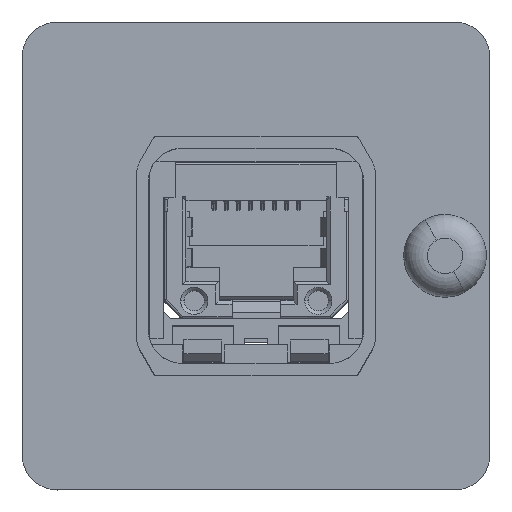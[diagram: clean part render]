
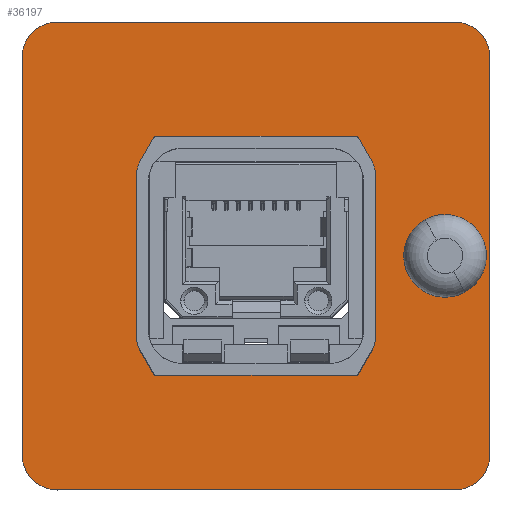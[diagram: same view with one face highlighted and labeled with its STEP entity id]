
A CAD part, top view. The second image highlights one B-rep face of the part: STEP entity #36197.
In plain terms, the highlighted planar face has unit normal (0, 0, 1).
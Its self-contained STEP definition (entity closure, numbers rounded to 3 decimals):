
#35044=AXIS2_PLACEMENT_3D('Circle Axis2P3D',#35042,#35043,$) ;
#35092=AXIS2_PLACEMENT_3D('Circle Axis2P3D',#35090,#35091,$) ;
#35140=AXIS2_PLACEMENT_3D('Circle Axis2P3D',#35138,#35139,$) ;
#35188=AXIS2_PLACEMENT_3D('Circle Axis2P3D',#35186,#35187,$) ;
#35236=AXIS2_PLACEMENT_3D('Circle Axis2P3D',#35234,#35235,$) ;
#35284=AXIS2_PLACEMENT_3D('Circle Axis2P3D',#35282,#35283,$) ;
#35332=AXIS2_PLACEMENT_3D('Circle Axis2P3D',#35330,#35331,$) ;
#35380=AXIS2_PLACEMENT_3D('Circle Axis2P3D',#35378,#35379,$) ;
#36093=AXIS2_PLACEMENT_3D('Plane Axis2P3D',#36090,#36091,#36092) ;
#36106=AXIS2_PLACEMENT_3D('Circle Axis2P3D',#36104,#36105,$) ;
#36120=AXIS2_PLACEMENT_3D('Circle Axis2P3D',#36118,#36119,$) ;
#36134=AXIS2_PLACEMENT_3D('Circle Axis2P3D',#36132,#36133,$) ;
#36148=AXIS2_PLACEMENT_3D('Circle Axis2P3D',#36146,#36147,$) ;
#36163=AXIS2_PLACEMENT_3D('Circle Axis2P3D',#36161,#36162,$) ;
#36172=AXIS2_PLACEMENT_3D('Circle Axis2P3D',#36170,#36171,$) ;
#35039=CARTESIAN_POINT('Vertex',(9.7,12.837,52.4)) ;
#35042=CARTESIAN_POINT('Axis2P3D Location',(11.71,12.837,52.4)) ;
#35046=CARTESIAN_POINT('Vertex',(9.969,11.832,52.4)) ;
#35066=CARTESIAN_POINT('Line Origine',(10.556,10.816,52.4)) ;
#35070=CARTESIAN_POINT('Vertex',(11.142,9.8,52.4)) ;
#35090=CARTESIAN_POINT('Axis2P3D Location',(11.317,9.903,52.4)) ;
#35094=CARTESIAN_POINT('Vertex',(11.317,9.7,52.4)) ;
#35114=CARTESIAN_POINT('Line Origine',(19.801,9.7,52.4)) ;
#35118=CARTESIAN_POINT('Vertex',(28.285,9.7,52.4)) ;
#35138=CARTESIAN_POINT('Axis2P3D Location',(28.283,9.903,52.4)) ;
#35142=CARTESIAN_POINT('Vertex',(28.458,9.801,52.4)) ;
#35162=CARTESIAN_POINT('Line Origine',(29.045,10.818,52.4)) ;
#35166=CARTESIAN_POINT('Vertex',(29.632,11.834,52.4)) ;
#35186=CARTESIAN_POINT('Axis2P3D Location',(27.891,12.837,52.4)) ;
#35190=CARTESIAN_POINT('Vertex',(29.9,12.834,52.4)) ;
#35210=CARTESIAN_POINT('Line Origine',(29.9,19.8,52.4)) ;
#35214=CARTESIAN_POINT('Vertex',(29.9,26.766,52.4)) ;
#35234=CARTESIAN_POINT('Axis2P3D Location',(27.891,26.763,52.4)) ;
#35238=CARTESIAN_POINT('Vertex',(29.632,27.766,52.4)) ;
#35258=CARTESIAN_POINT('Line Origine',(29.045,28.782,52.4)) ;
#35262=CARTESIAN_POINT('Vertex',(28.459,29.798,52.4)) ;
#35282=CARTESIAN_POINT('Axis2P3D Location',(28.283,29.697,52.4)) ;
#35286=CARTESIAN_POINT('Vertex',(28.283,29.9,52.4)) ;
#35306=CARTESIAN_POINT('Line Origine',(19.799,29.9,52.4)) ;
#35310=CARTESIAN_POINT('Vertex',(11.315,29.9,52.4)) ;
#35330=CARTESIAN_POINT('Axis2P3D Location',(11.317,29.697,52.4)) ;
#35334=CARTESIAN_POINT('Vertex',(11.142,29.8,52.4)) ;
#35354=CARTESIAN_POINT('Line Origine',(10.555,28.783,52.4)) ;
#35358=CARTESIAN_POINT('Vertex',(9.968,27.766,52.4)) ;
#35378=CARTESIAN_POINT('Axis2P3D Location',(11.71,26.763,52.4)) ;
#35382=CARTESIAN_POINT('Vertex',(9.7,26.766,52.4)) ;
#35402=CARTESIAN_POINT('Line Origine',(9.7,19.801,52.4)) ;
#36090=CARTESIAN_POINT('Axis2P3D Location',(0.,0.,52.4)) ;
#36095=CARTESIAN_POINT('Line Origine',(19.8,39.6,52.4)) ;
#36099=CARTESIAN_POINT('Vertex',(36.6,39.6,52.4)) ;
#36101=CARTESIAN_POINT('Vertex',(3.,39.6,52.4)) ;
#36104=CARTESIAN_POINT('Axis2P3D Location',(3.,36.6,52.4)) ;
#36108=CARTESIAN_POINT('Vertex',(0.,36.6,52.4)) ;
#36111=CARTESIAN_POINT('Line Origine',(0.,19.8,52.4)) ;
#36115=CARTESIAN_POINT('Vertex',(0.,3.,52.4)) ;
#36118=CARTESIAN_POINT('Axis2P3D Location',(3.,3.,52.4)) ;
#36122=CARTESIAN_POINT('Vertex',(3.,0.,52.4)) ;
#36125=CARTESIAN_POINT('Line Origine',(19.8,0.,52.4)) ;
#36129=CARTESIAN_POINT('Vertex',(36.6,0.,52.4)) ;
#36132=CARTESIAN_POINT('Axis2P3D Location',(36.6,3.,52.4)) ;
#36136=CARTESIAN_POINT('Vertex',(39.6,3.,52.4)) ;
#36139=CARTESIAN_POINT('Line Origine',(39.6,19.8,52.4)) ;
#36143=CARTESIAN_POINT('Vertex',(39.6,36.6,52.4)) ;
#36146=CARTESIAN_POINT('Axis2P3D Location',(36.6,36.6,52.4)) ;
#36161=CARTESIAN_POINT('Axis2P3D Location',(35.8,19.8,52.4)) ;
#36165=CARTESIAN_POINT('Vertex',(36.855,17.869,52.4)) ;
#36167=CARTESIAN_POINT('Vertex',(34.745,21.731,52.4)) ;
#36170=CARTESIAN_POINT('Axis2P3D Location',(35.8,19.8,52.4)) ;
#35043=DIRECTION('Axis2P3D Direction',(0.,0.,1.)) ;
#35067=DIRECTION('Vector Direction',(-0.5,0.866,0.)) ;
#35091=DIRECTION('Axis2P3D Direction',(0.,0.,1.)) ;
#35115=DIRECTION('Vector Direction',(-1.,0.,0.)) ;
#35139=DIRECTION('Axis2P3D Direction',(0.,0.,1.)) ;
#35163=DIRECTION('Vector Direction',(-0.5,-0.866,0.)) ;
#35187=DIRECTION('Axis2P3D Direction',(0.,0.,1.)) ;
#35211=DIRECTION('Vector Direction',(0.,-1.,0.)) ;
#35235=DIRECTION('Axis2P3D Direction',(0.,0.,1.)) ;
#35259=DIRECTION('Vector Direction',(0.5,-0.866,0.)) ;
#35283=DIRECTION('Axis2P3D Direction',(0.,0.,1.)) ;
#35307=DIRECTION('Vector Direction',(1.,0.,0.)) ;
#35331=DIRECTION('Axis2P3D Direction',(0.,0.,1.)) ;
#35355=DIRECTION('Vector Direction',(0.5,0.866,0.)) ;
#35379=DIRECTION('Axis2P3D Direction',(0.,0.,1.)) ;
#35403=DIRECTION('Vector Direction',(0.,1.,0.)) ;
#36091=DIRECTION('Axis2P3D Direction',(0.,0.,1.)) ;
#36092=DIRECTION('Axis2P3D XDirection',(1.,0.,0.)) ;
#36096=DIRECTION('Vector Direction',(1.,0.,0.)) ;
#36105=DIRECTION('Axis2P3D Direction',(0.,0.,1.)) ;
#36112=DIRECTION('Vector Direction',(0.,1.,0.)) ;
#36119=DIRECTION('Axis2P3D Direction',(0.,0.,1.)) ;
#36126=DIRECTION('Vector Direction',(-1.,0.,0.)) ;
#36133=DIRECTION('Axis2P3D Direction',(0.,0.,1.)) ;
#36140=DIRECTION('Vector Direction',(0.,-1.,0.)) ;
#36147=DIRECTION('Axis2P3D Direction',(0.,0.,1.)) ;
#36162=DIRECTION('Axis2P3D Direction',(0.,0.,1.)) ;
#36171=DIRECTION('Axis2P3D Direction',(0.,0.,1.)) ;
#35068=VECTOR('Line Direction',#35067,1.) ;
#35116=VECTOR('Line Direction',#35115,1.) ;
#35164=VECTOR('Line Direction',#35163,1.) ;
#35212=VECTOR('Line Direction',#35211,1.) ;
#35260=VECTOR('Line Direction',#35259,1.) ;
#35308=VECTOR('Line Direction',#35307,1.) ;
#35356=VECTOR('Line Direction',#35355,1.) ;
#35404=VECTOR('Line Direction',#35403,1.) ;
#36097=VECTOR('Line Direction',#36096,1.) ;
#36113=VECTOR('Line Direction',#36112,1.) ;
#36127=VECTOR('Line Direction',#36126,1.) ;
#36141=VECTOR('Line Direction',#36140,1.) ;
#36152=ORIENTED_EDGE('',*,*,#36103,.T.) ;
#36153=ORIENTED_EDGE('',*,*,#36110,.T.) ;
#36154=ORIENTED_EDGE('',*,*,#36117,.T.) ;
#36155=ORIENTED_EDGE('',*,*,#36124,.T.) ;
#36156=ORIENTED_EDGE('',*,*,#36131,.T.) ;
#36157=ORIENTED_EDGE('',*,*,#36138,.T.) ;
#36158=ORIENTED_EDGE('',*,*,#36145,.T.) ;
#36159=ORIENTED_EDGE('',*,*,#36150,.T.) ;
#36176=ORIENTED_EDGE('',*,*,#36169,.F.) ;
#36177=ORIENTED_EDGE('',*,*,#36174,.F.) ;
#36180=ORIENTED_EDGE('',*,*,#35384,.F.) ;
#36181=ORIENTED_EDGE('',*,*,#35360,.F.) ;
#36182=ORIENTED_EDGE('',*,*,#35336,.F.) ;
#36183=ORIENTED_EDGE('',*,*,#35312,.F.) ;
#36184=ORIENTED_EDGE('',*,*,#35288,.F.) ;
#36185=ORIENTED_EDGE('',*,*,#35264,.F.) ;
#36186=ORIENTED_EDGE('',*,*,#35240,.F.) ;
#36187=ORIENTED_EDGE('',*,*,#35216,.F.) ;
#36188=ORIENTED_EDGE('',*,*,#35192,.F.) ;
#36189=ORIENTED_EDGE('',*,*,#35168,.F.) ;
#36190=ORIENTED_EDGE('',*,*,#35144,.F.) ;
#36191=ORIENTED_EDGE('',*,*,#35120,.F.) ;
#36192=ORIENTED_EDGE('',*,*,#35096,.F.) ;
#36193=ORIENTED_EDGE('',*,*,#35072,.F.) ;
#36194=ORIENTED_EDGE('',*,*,#35048,.F.) ;
#36195=ORIENTED_EDGE('',*,*,#35406,.F.) ;
#36178=FACE_BOUND('',#36175,.T.) ;
#36196=FACE_BOUND('',#36179,.T.) ;
#36197=ADVANCED_FACE('Hauptkoerper',(#36160,#36178,#36196),#36094,.T.) ;
#35045=CIRCLE('generated circle',#35044,2.01) ;
#35093=CIRCLE('generated circle',#35092,0.203) ;
#35141=CIRCLE('generated circle',#35140,0.203) ;
#35189=CIRCLE('generated circle',#35188,2.01) ;
#35237=CIRCLE('generated circle',#35236,2.01) ;
#35285=CIRCLE('generated circle',#35284,0.203) ;
#35333=CIRCLE('generated circle',#35332,0.203) ;
#35381=CIRCLE('generated circle',#35380,2.01) ;
#36107=CIRCLE('generated circle',#36106,3.) ;
#36121=CIRCLE('generated circle',#36120,3.) ;
#36135=CIRCLE('generated circle',#36134,3.) ;
#36149=CIRCLE('generated circle',#36148,3.) ;
#36164=CIRCLE('generated circle',#36163,2.2) ;
#36173=CIRCLE('generated circle',#36172,2.2) ;
#35048=EDGE_CURVE('',#35040,#35047,#35045,.T.) ;
#35072=EDGE_CURVE('',#35047,#35071,#35069,.F.) ;
#35096=EDGE_CURVE('',#35071,#35095,#35093,.T.) ;
#35120=EDGE_CURVE('',#35095,#35119,#35117,.F.) ;
#35144=EDGE_CURVE('',#35119,#35143,#35141,.T.) ;
#35168=EDGE_CURVE('',#35143,#35167,#35165,.F.) ;
#35192=EDGE_CURVE('',#35167,#35191,#35189,.T.) ;
#35216=EDGE_CURVE('',#35191,#35215,#35213,.F.) ;
#35240=EDGE_CURVE('',#35215,#35239,#35237,.T.) ;
#35264=EDGE_CURVE('',#35239,#35263,#35261,.F.) ;
#35288=EDGE_CURVE('',#35263,#35287,#35285,.T.) ;
#35312=EDGE_CURVE('',#35287,#35311,#35309,.F.) ;
#35336=EDGE_CURVE('',#35311,#35335,#35333,.T.) ;
#35360=EDGE_CURVE('',#35335,#35359,#35357,.F.) ;
#35384=EDGE_CURVE('',#35359,#35383,#35381,.T.) ;
#35406=EDGE_CURVE('',#35383,#35040,#35405,.F.) ;
#36103=EDGE_CURVE('',#36100,#36102,#36098,.F.) ;
#36110=EDGE_CURVE('',#36102,#36109,#36107,.T.) ;
#36117=EDGE_CURVE('',#36109,#36116,#36114,.F.) ;
#36124=EDGE_CURVE('',#36116,#36123,#36121,.T.) ;
#36131=EDGE_CURVE('',#36123,#36130,#36128,.F.) ;
#36138=EDGE_CURVE('',#36130,#36137,#36135,.T.) ;
#36145=EDGE_CURVE('',#36137,#36144,#36142,.F.) ;
#36150=EDGE_CURVE('',#36144,#36100,#36149,.T.) ;
#36169=EDGE_CURVE('',#36166,#36168,#36164,.T.) ;
#36174=EDGE_CURVE('',#36168,#36166,#36173,.T.) ;
#36151=EDGE_LOOP('',(#36152,#36153,#36154,#36155,#36156,#36157,#36158,#36159)) ;
#36175=EDGE_LOOP('',(#36176,#36177)) ;
#36179=EDGE_LOOP('',(#36180,#36181,#36182,#36183,#36184,#36185,#36186,#36187,#36188,#36189,#36190,#36191,#36192,#36193,#36194,#36195)) ;
#36160=FACE_OUTER_BOUND('',#36151,.T.) ;
#35069=LINE('Line',#35066,#35068) ;
#35117=LINE('Line',#35114,#35116) ;
#35165=LINE('Line',#35162,#35164) ;
#35213=LINE('Line',#35210,#35212) ;
#35261=LINE('Line',#35258,#35260) ;
#35309=LINE('Line',#35306,#35308) ;
#35357=LINE('Line',#35354,#35356) ;
#35405=LINE('Line',#35402,#35404) ;
#36098=LINE('Line',#36095,#36097) ;
#36114=LINE('Line',#36111,#36113) ;
#36128=LINE('Line',#36125,#36127) ;
#36142=LINE('Line',#36139,#36141) ;
#36094=PLANE('',#36093) ;
#35040=VERTEX_POINT('',#35039) ;
#35047=VERTEX_POINT('',#35046) ;
#35071=VERTEX_POINT('',#35070) ;
#35095=VERTEX_POINT('',#35094) ;
#35119=VERTEX_POINT('',#35118) ;
#35143=VERTEX_POINT('',#35142) ;
#35167=VERTEX_POINT('',#35166) ;
#35191=VERTEX_POINT('',#35190) ;
#35215=VERTEX_POINT('',#35214) ;
#35239=VERTEX_POINT('',#35238) ;
#35263=VERTEX_POINT('',#35262) ;
#35287=VERTEX_POINT('',#35286) ;
#35311=VERTEX_POINT('',#35310) ;
#35335=VERTEX_POINT('',#35334) ;
#35359=VERTEX_POINT('',#35358) ;
#35383=VERTEX_POINT('',#35382) ;
#36100=VERTEX_POINT('',#36099) ;
#36102=VERTEX_POINT('',#36101) ;
#36109=VERTEX_POINT('',#36108) ;
#36116=VERTEX_POINT('',#36115) ;
#36123=VERTEX_POINT('',#36122) ;
#36130=VERTEX_POINT('',#36129) ;
#36137=VERTEX_POINT('',#36136) ;
#36144=VERTEX_POINT('',#36143) ;
#36166=VERTEX_POINT('',#36165) ;
#36168=VERTEX_POINT('',#36167) ;
